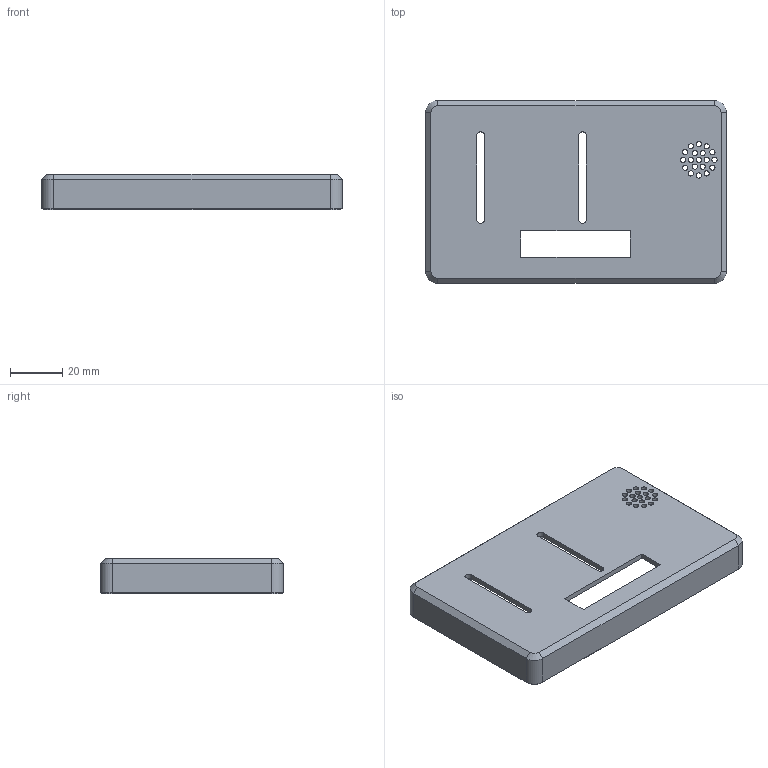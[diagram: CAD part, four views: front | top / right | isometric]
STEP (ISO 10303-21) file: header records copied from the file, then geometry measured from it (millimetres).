
FILE_DESCRIPTION(/* description */ (''),/* implementation_level */ '2;1');
FILE_NAME(/* name */ 'MKS TS35 Case Bot.stp',/* time_stamp */ '2024-05-11T16:41:38+02:00',/* author */ ('bjoer'),/* organization */ (''),/* preprocessor_version */ 'ST-DEVELOPER v19.2',/* originating_system */ 'Autodesk Inventor 2024',/* authorisation */ '');
FILE_SCHEMA (('AUTOMOTIVE_DESIGN { 1 0 10303 214 3 1 1 }'));
Length unit declared in the file: millimetre
Products named in the file (1): MKS TS35 Case Bot
Bounding box: 115 x 70 x 13.6 mm (x, y, z)
Volume: 24026.9 mm3; surface area: 24482.4 mm2
Topology: 1 solids, 1 shells, 91 faces, 241 edges, 158 vertices
Faces by surface type: plane 44, cylinder 43, cone 4
Full cylindrical faces by diameter (mm): 2 x19, 4.1 x4
Entity records: 2972 total; most frequent: DIRECTION 515, CARTESIAN_POINT 491, ORIENTED_EDGE 482, EDGE_CURVE 241, AXIS2_PLACEMENT_3D 182, VERTEX_POINT 158, LINE 151, VECTOR 151
